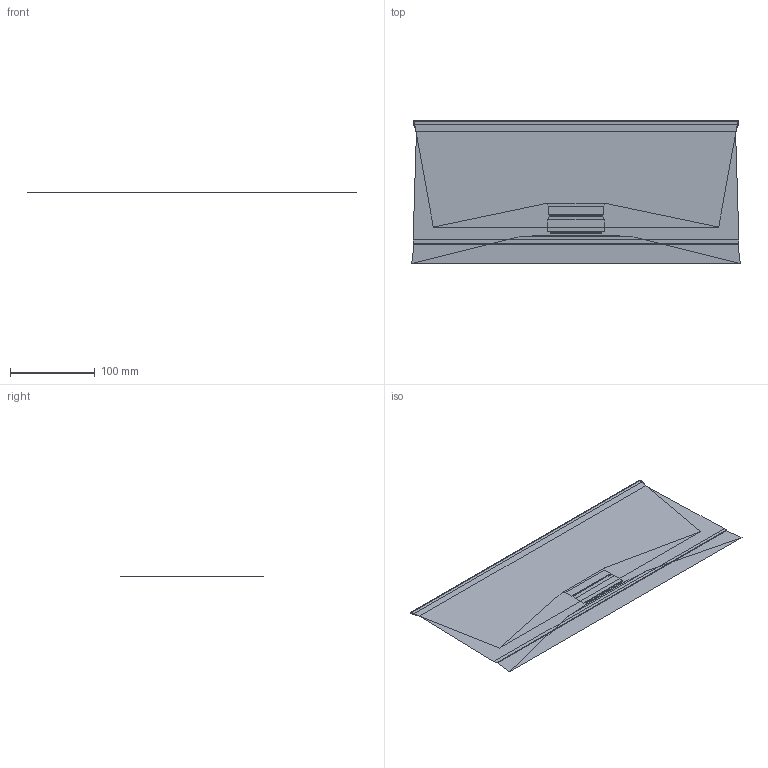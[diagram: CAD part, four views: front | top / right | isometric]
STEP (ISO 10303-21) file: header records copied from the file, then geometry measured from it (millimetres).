
FILE_DESCRIPTION(/* description */ (''),/* implementation_level */ '2;1');
FILE_NAME(/* name */ 'TE37-Sonic_15x7J-Face5',/* time_stamp */ '2017-05-04T16:58:40+09:00',/* author */ (''),/* organization */ (''),/* preprocessor_version */ 'ST-DEVELOPER v15',/* originating_system */ '',/* authorisation */ '');
FILE_SCHEMA (('AUTOMOTIVE_DESIGN'));
Length unit declared in the file: millimetre
Products named in the file (1): Document
Bounding box: 387 x 168.6 x 0 mm (x, y, z)
Surface area: 596265.6 mm2
Topology: 1 solids, 1 shells, 44 faces, 95 edges, 46 vertices
Faces by surface type: bspline 44
Entity records: 8510 total; most frequent: CARTESIAN_POINT 7942, ORIENTED_EDGE 176, EDGE_CURVE 88, ADVANCED_FACE 44, FACE_OUTER_BOUND 44, EDGE_LOOP 44, VERTEX_POINT 44, B_SPLINE_CURVE_WITH_KNOTS 38
